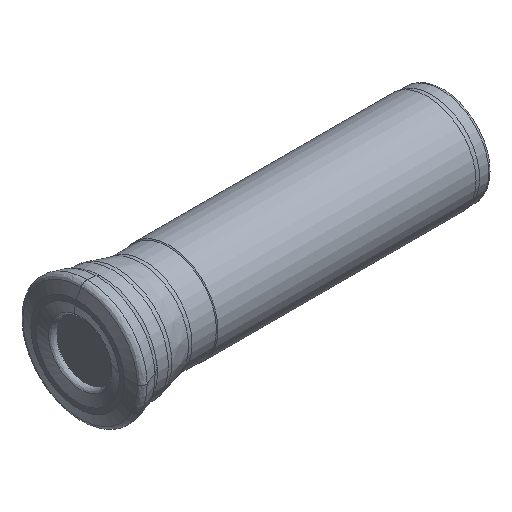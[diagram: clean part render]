
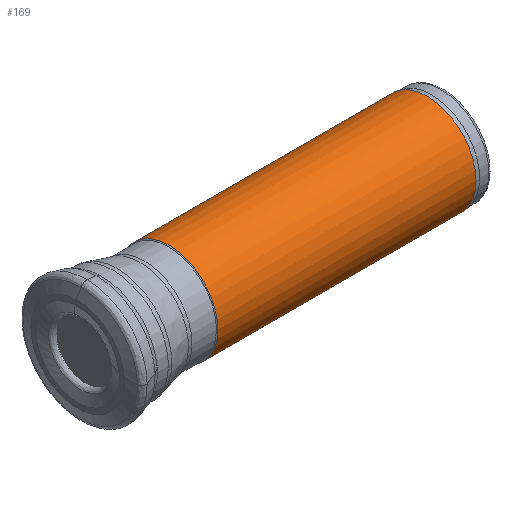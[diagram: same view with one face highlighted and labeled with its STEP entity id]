
A CAD part, isometric view. The second image highlights one B-rep face of the part: STEP entity #169.
In plain terms, the highlighted cylindrical face has radius 16 mm (diameter 32 mm), a full revolution.
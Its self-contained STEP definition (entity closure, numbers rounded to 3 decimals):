
#34=CYLINDRICAL_SURFACE('',#703,16.);
#94=FACE_BOUND('',#282,.T.);
#95=FACE_BOUND('',#283,.T.);
#169=ADVANCED_FACE('',(#94,#95),#34,.T.);
#282=EDGE_LOOP('',(#474));
#283=EDGE_LOOP('',(#475));
#337=CIRCLE('',#700,16.);
#338=CIRCLE('',#702,16.);
#474=ORIENTED_EDGE('',*,*,#593,.F.);
#475=ORIENTED_EDGE('',*,*,#594,.T.);
#523=VERTEX_POINT('',#1355);
#524=VERTEX_POINT('',#1358);
#593=EDGE_CURVE('',#523,#523,#337,.T.);
#594=EDGE_CURVE('',#524,#524,#338,.T.);
#700=AXIS2_PLACEMENT_3D('',#1354,#864,#865);
#702=AXIS2_PLACEMENT_3D('',#1357,#868,#869);
#703=AXIS2_PLACEMENT_3D('',#1359,#870,#871);
#864=DIRECTION('',(-1.,0.,0.));
#865=DIRECTION('',(0.,0.,1.));
#868=DIRECTION('',(-1.,0.,0.));
#869=DIRECTION('',(0.,0.,1.));
#870=DIRECTION('',(-1.,0.,0.));
#871=DIRECTION('',(0.,0.,1.));
#1354=CARTESIAN_POINT('',(30.,0.,0.));
#1355=CARTESIAN_POINT('',(30.,0.,16.));
#1357=CARTESIAN_POINT('',(114.582,0.,0.));
#1358=CARTESIAN_POINT('',(114.582,0.,16.));
#1359=CARTESIAN_POINT('',(0.,0.,0.));
